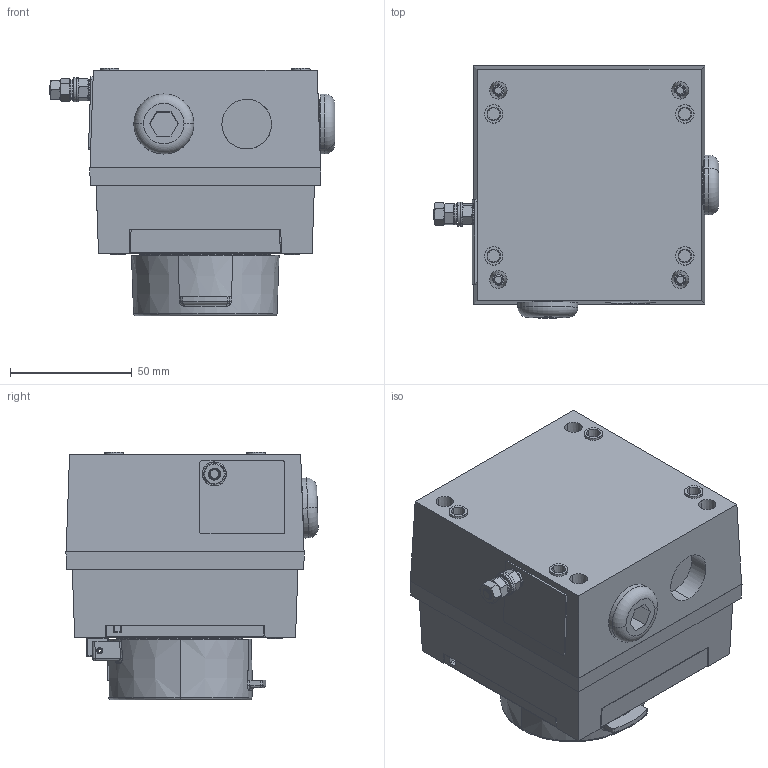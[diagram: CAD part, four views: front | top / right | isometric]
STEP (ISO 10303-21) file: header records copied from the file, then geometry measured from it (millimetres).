
FILE_DESCRIPTION (( 'STEP AP203' ), '1' );
FILE_NAME ('D150-05-101-3D_Issue_2.STEP', '2025-02-17T16:08:42', ( '' ), ( '' ), 'SwSTEP 2.0', 'SolidWorks 2024', '' );
FILE_SCHEMA (( 'CONFIG_CONTROL_DESIGN' ));
Length unit declared in the file: millimetre
Products named in the file (1): D150-05-101-3D_Issue_2
Bounding box: 117.1 x 103.46 x 101.7 mm (x, y, z)
Volume: 570051.2 mm3; surface area: 127160.9 mm2
Topology: 29 solids, 29 shells, 1044 faces, 2419 edges, 1489 vertices
Faces by surface type: plane 316, cylinder 292, cone 206, torus 138, bspline 60, sphere 32
Entity records: 39258 total; most frequent: CARTESIAN_POINT 16044, DIRECTION 4897, ORIENTED_EDGE 4824, EDGE_CURVE 2412, AXIS2_PLACEMENT_3D 1966, VERTEX_POINT 1486, EDGE_LOOP 1158, FACE_OUTER_BOUND 1044
